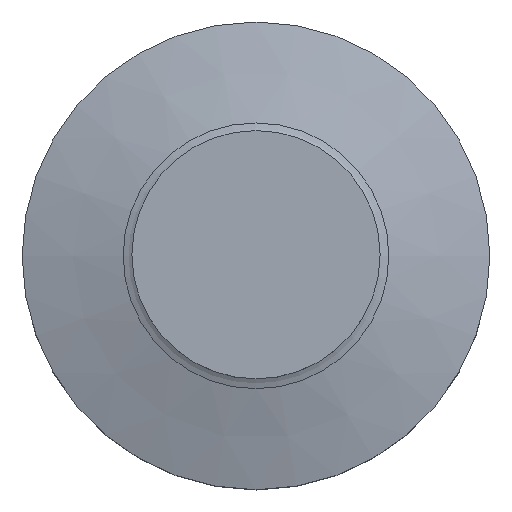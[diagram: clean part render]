
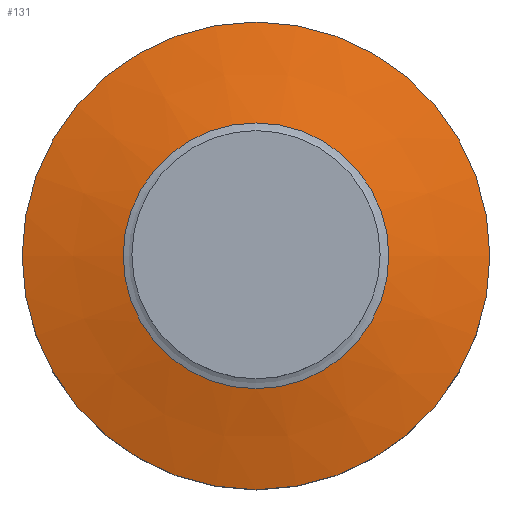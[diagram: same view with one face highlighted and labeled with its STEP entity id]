
A CAD part, top view. The second image highlights one B-rep face of the part: STEP entity #131.
In plain terms, the highlighted conical face has half-angle 75.069 degrees and reference radius 6.5 mm.
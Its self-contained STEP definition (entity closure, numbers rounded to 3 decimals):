
#131=ADVANCED_FACE('',(#179,#180),#145,.T.);
#145=CONICAL_SURFACE('',#388,6.5,75.069);
#179=FACE_BOUND('',#224,.T.);
#180=FACE_BOUND('',#225,.T.);
#224=EDGE_LOOP('',(#270));
#225=EDGE_LOOP('',(#271));
#270=ORIENTED_EDGE('',*,*,#323,.T.);
#271=ORIENTED_EDGE('',*,*,#322,.F.);
#299=VERTEX_POINT('',#546);
#300=VERTEX_POINT('',#549);
#322=EDGE_CURVE('',#299,#299,#345,.T.);
#323=EDGE_CURVE('',#300,#300,#346,.T.);
#345=CIRCLE('',#385,6.5);
#346=CIRCLE('',#387,3.692);
#385=AXIS2_PLACEMENT_3D('',#545,#466,#467);
#387=AXIS2_PLACEMENT_3D('',#548,#470,#471);
#388=AXIS2_PLACEMENT_3D('',#550,#472,#473);
#466=DIRECTION('',(0.,0.,-1.));
#467=DIRECTION('',(-1.,0.,0.));
#470=DIRECTION('',(0.,0.,-1.));
#471=DIRECTION('',(-1.,0.,0.));
#472=DIRECTION('',(0.,0.,-1.));
#473=DIRECTION('',(-1.,0.,0.));
#545=CARTESIAN_POINT('',(0.,0.,9.4));
#546=CARTESIAN_POINT('',(-6.5,0.,9.4));
#548=CARTESIAN_POINT('',(0.,0.,10.149));
#549=CARTESIAN_POINT('',(-3.692,0.,10.149));
#550=CARTESIAN_POINT('',(0.,0.,9.4));
